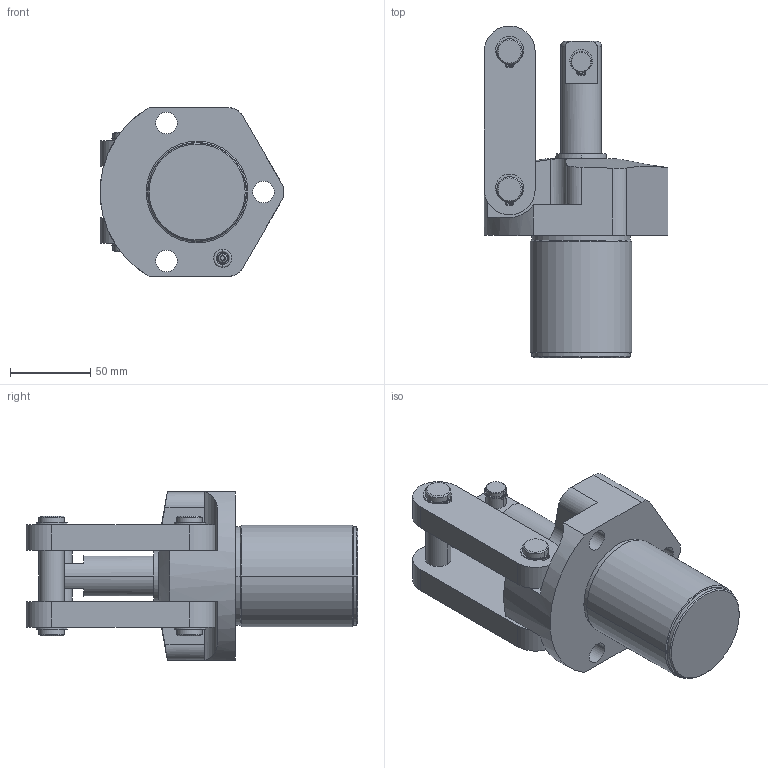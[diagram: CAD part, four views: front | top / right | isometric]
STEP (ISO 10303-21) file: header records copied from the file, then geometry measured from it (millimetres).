
FILE_DESCRIPTION((''),'2;1');
FILE_NAME('ILC16611400','2023-02-03T13:24:13',('rkuestersteffen'),(''),'CREO PARAMETRIC BY PTC INC, 2021164','CREO PARAMETRIC BY PTC INC, 2021164','');
FILE_SCHEMA(('AUTOMOTIVE_DESIGN { 1 0 10303 214 1 1 1 1 }'));
Length unit declared in the file: inch
Products named in the file (1): ILC16611400
Bounding box: 114.3 x 206.38 x 104.78 mm (x, y, z)
Volume: 733349 mm3; surface area: 107082.9 mm2
Topology: 3 solids, 7 shells, 260 faces, 674 edges, 439 vertices
Faces by surface type: cylinder 119, plane 105, cone 28, torus 6, sphere 2
Entity records: 8822 total; most frequent: CARTESIAN_POINT 1714, DIRECTION 1554, ORIENTED_EDGE 1332, EDGE_CURVE 672, AXIS2_PLACEMENT_3D 590, VERTEX_POINT 439, VECTOR 371, LINE 371
